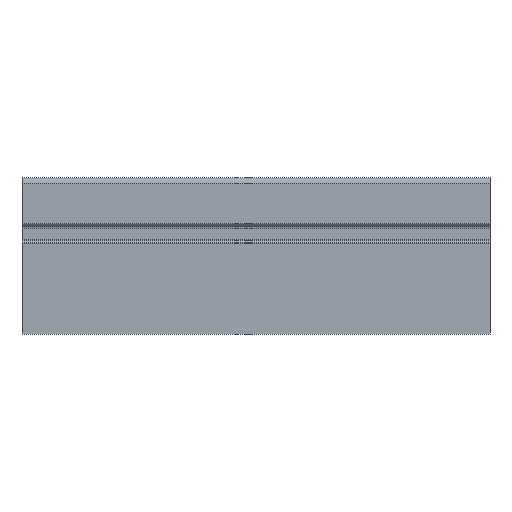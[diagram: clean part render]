
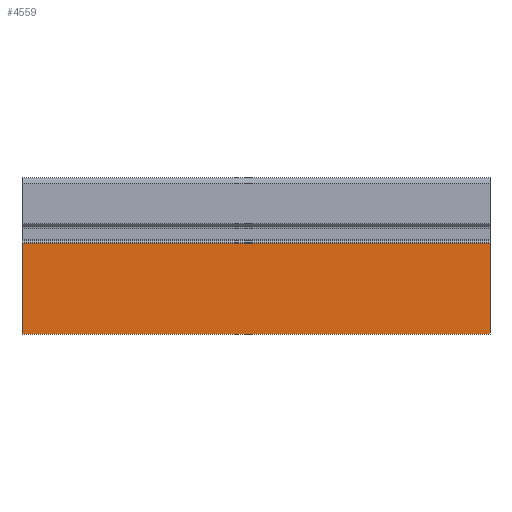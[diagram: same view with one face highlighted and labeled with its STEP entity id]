
A CAD part, left-side view. The second image highlights one B-rep face of the part: STEP entity #4559.
In plain terms, the highlighted planar face has unit normal (-1, 0, 0).
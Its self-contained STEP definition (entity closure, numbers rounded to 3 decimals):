
#78=PLANE($,#4902);
#256=FACE_OUTER_BOUND($,#490,.T.);
#490=EDGE_LOOP($,(#3397,#3398,#3399,#3400));
#843=LINE($,#7199,#1321);
#845=LINE($,#7203,#1323);
#846=LINE($,#7205,#1324);
#847=LINE($,#7206,#1325);
#1321=VECTOR($,#5807,84.);
#1323=VECTOR($,#5811,16.25);
#1324=VECTOR($,#5812,84.);
#1325=VECTOR($,#5813,16.25);
#2011=VERTEX_POINT($,#7196);
#2012=VERTEX_POINT($,#7198);
#2013=VERTEX_POINT($,#7202);
#2014=VERTEX_POINT($,#7204);
#2587=EDGE_CURVE($,#2012,#2011,#843,.T.);
#2589=EDGE_CURVE($,#2011,#2013,#845,.T.);
#2590=EDGE_CURVE($,#2014,#2013,#846,.T.);
#2591=EDGE_CURVE($,#2014,#2012,#847,.T.);
#3397=ORIENTED_EDGE($,*,*,#2589,.T.);
#3398=ORIENTED_EDGE($,*,*,#2590,.F.);
#3399=ORIENTED_EDGE($,*,*,#2591,.T.);
#3400=ORIENTED_EDGE($,*,*,#2587,.T.);
#4559=ADVANCED_FACE($,(#256),#78,.T.);
#4902=AXIS2_PLACEMENT_3D($,#7201,#5809,#5810);
#5807=DIRECTION($,(0.,-1.,0.));
#5809=DIRECTION('center_axis',(-1.,0.,0.));
#5810=DIRECTION('ref_axis',(0.,-1.,0.));
#5811=DIRECTION($,(0.,0.,1.));
#5812=DIRECTION($,(0.,-1.,0.));
#5813=DIRECTION($,(0.,0.,-1.));
#7196=CARTESIAN_POINT('',(-4.,-42.,-0.016));
#7198=CARTESIAN_POINT('',(-4.,42.,-0.016));
#7199=CARTESIAN_POINT($,(-4.,5.,-0.016));
#7201=CARTESIAN_POINT('Origin',(-4.,5.5,-0.828));
#7202=CARTESIAN_POINT('',(-4.,-42.,16.234));
#7203=CARTESIAN_POINT($,(-4.,-42.,-0.016));
#7204=CARTESIAN_POINT('',(-4.,42.,16.234));
#7205=CARTESIAN_POINT($,(-4.,5.,16.234));
#7206=CARTESIAN_POINT($,(-4.,42.,16.234));
